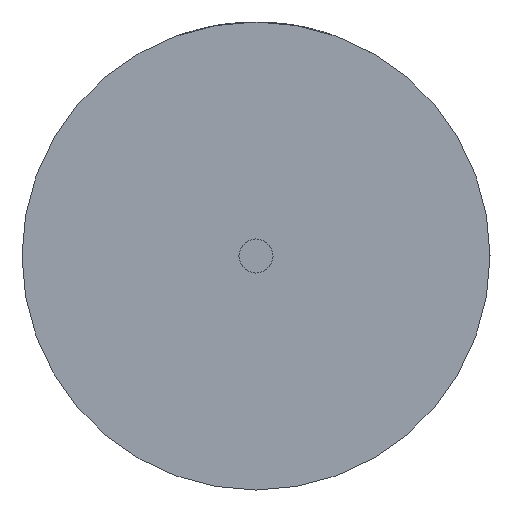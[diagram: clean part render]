
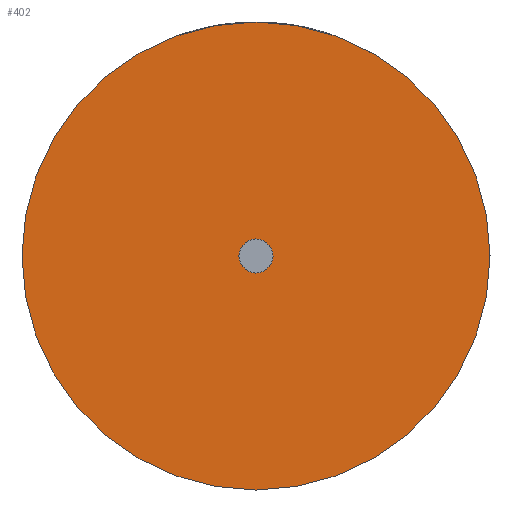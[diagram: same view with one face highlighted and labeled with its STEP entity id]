
A CAD part, left-side view. The second image highlights one B-rep face of the part: STEP entity #402.
In plain terms, the highlighted planar face has unit normal (-1, 0, 0).
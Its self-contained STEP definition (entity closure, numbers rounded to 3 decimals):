
#132 = AXIS2_PLACEMENT_3D ( 'NONE', #2699, #1644, #2677 ) ;
#187 = EDGE_CURVE ( 'NONE', #1815, #745, #2059, .T. ) ;
#294 = CARTESIAN_POINT ( 'NONE',  ( -0.005, 0., 5.5 ) ) ;
#316 = CIRCLE ( 'NONE', #132, 5.5 ) ;
#370 = VERTEX_POINT ( 'NONE', #2892 ) ;
#378 = DIRECTION ( 'NONE',  ( 0., 0., 1. ) ) ;
#402 = ADVANCED_FACE ( 'NONE', ( #974, #1380 ), #2689, .T. ) ;
#416 = AXIS2_PLACEMENT_3D ( 'NONE', #2865, #1830, #1847 ) ;
#571 = CARTESIAN_POINT ( 'NONE',  ( -0.005, 0., 0. ) ) ;
#585 = DIRECTION ( 'NONE',  ( 0., 0., 1. ) ) ;
#589 = CARTESIAN_POINT ( 'NONE',  ( -0.005, 0., 0. ) ) ;
#611 = ORIENTED_EDGE ( 'NONE', *, *, #1628, .T. ) ;
#745 = VERTEX_POINT ( 'NONE', #294 ) ;
#817 = DIRECTION ( 'NONE',  ( -1., 0., 0. ) ) ;
#974 = FACE_OUTER_BOUND ( 'NONE', #1385, .T. ) ;
#1097 = DIRECTION ( 'NONE',  ( 0., 0., 1. ) ) ;
#1243 = CIRCLE ( 'NONE', #3190, 0.4 ) ;
#1280 = EDGE_CURVE ( 'NONE', #370, #2108, #2907, .T. ) ;
#1380 = FACE_BOUND ( 'NONE', #2476, .T. ) ;
#1385 = EDGE_LOOP ( 'NONE', ( #2076, #611 ) ) ;
#1508 = CARTESIAN_POINT ( 'NONE',  ( -0.005, 0., 0.4 ) ) ;
#1594 = AXIS2_PLACEMENT_3D ( 'NONE', #2981, #1690, #378 ) ;
#1628 = EDGE_CURVE ( 'NONE', #745, #1815, #316, .T. ) ;
#1644 = DIRECTION ( 'NONE',  ( -1., 0., 0. ) ) ;
#1690 = DIRECTION ( 'NONE',  ( -1., 0., 0. ) ) ;
#1815 = VERTEX_POINT ( 'NONE', #2724 ) ;
#1830 = DIRECTION ( 'NONE',  ( -1., 0., 0. ) ) ;
#1847 = DIRECTION ( 'NONE',  ( 0., 0., 1. ) ) ;
#1914 = ORIENTED_EDGE ( 'NONE', *, *, #1280, .F. ) ;
#2056 = EDGE_CURVE ( 'NONE', #2108, #370, #1243, .T. ) ;
#2059 = CIRCLE ( 'NONE', #416, 5.5 ) ;
#2076 = ORIENTED_EDGE ( 'NONE', *, *, #187, .T. ) ;
#2108 = VERTEX_POINT ( 'NONE', #1508 ) ;
#2327 = ORIENTED_EDGE ( 'NONE', *, *, #2056, .F. ) ;
#2476 = EDGE_LOOP ( 'NONE', ( #1914, #2327 ) ) ;
#2677 = DIRECTION ( 'NONE',  ( 0., 0., 1. ) ) ;
#2689 = PLANE ( 'NONE',  #1594 ) ;
#2699 = CARTESIAN_POINT ( 'NONE',  ( -0.005, 0., 0. ) ) ;
#2724 = CARTESIAN_POINT ( 'NONE',  ( -0.005, 0., -5.5 ) ) ;
#2826 = AXIS2_PLACEMENT_3D ( 'NONE', #571, #817, #585 ) ;
#2865 = CARTESIAN_POINT ( 'NONE',  ( -0.005, 0., 0. ) ) ;
#2892 = CARTESIAN_POINT ( 'NONE',  ( -0.005, 0., -0.4 ) ) ;
#2907 = CIRCLE ( 'NONE', #2826, 0.4 ) ;
#2981 = CARTESIAN_POINT ( 'NONE',  ( -0.005, 0., 0. ) ) ;
#3100 = DIRECTION ( 'NONE',  ( -1., 0., 0. ) ) ;
#3190 = AXIS2_PLACEMENT_3D ( 'NONE', #589, #3100, #1097 ) ;
